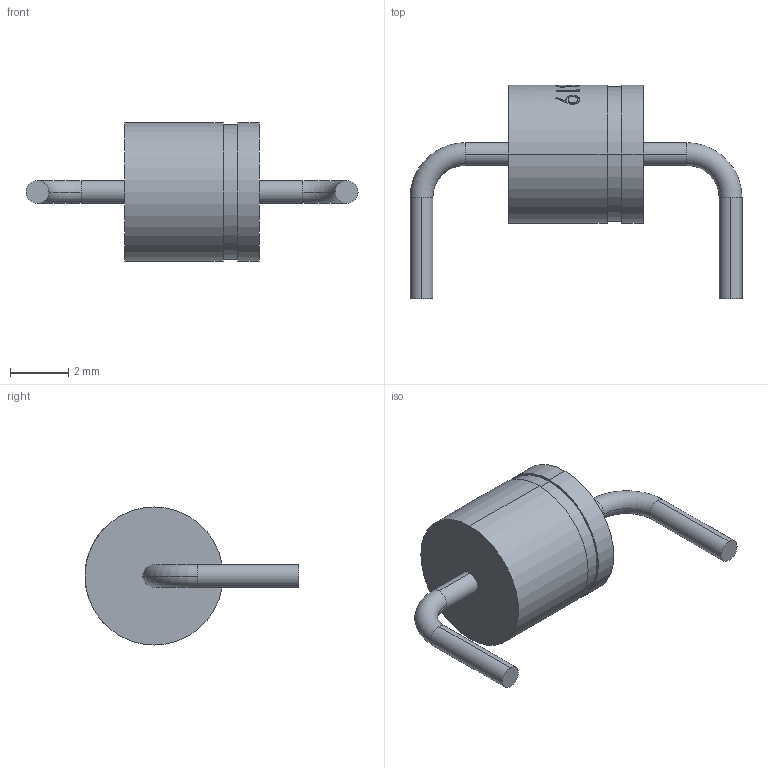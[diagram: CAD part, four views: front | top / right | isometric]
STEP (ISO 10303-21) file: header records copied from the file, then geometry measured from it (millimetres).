
FILE_DESCRIPTION (( 'STEP AP214' ), '1' );
FILE_NAME ('User Library-1N5819.STEP', '2021-03-31T05:11:45', ( '' ), ( '' ), 'SwSTEP 2.0', 'SolidWorks 2020', '' );
FILE_SCHEMA (( 'AUTOMOTIVE_DESIGN' ));
Length unit declared in the file: millimetre
Products named in the file (1): User Library-1N5819
Bounding box: 11.42 x 7.36 x 4.75 mm (x, y, z)
Volume: 88.7 mm3; surface area: 143.5 mm2
Topology: 1 solids, 1 shells, 98 faces, 249 edges, 166 vertices
Faces by surface type: bspline 43, plane 28, cylinder 23, torus 4
Entity records: 5672 total; most frequent: CARTESIAN_POINT 2613, ORIENTED_EDGE 498, DIRECTION 292, EDGE_CURVE 249, VERTEX_POINT 166, B_SPLINE_CURVE_WITH_KNOTS 135, AXIS2_PLACEMENT_3D 122, EDGE_LOOP 111
